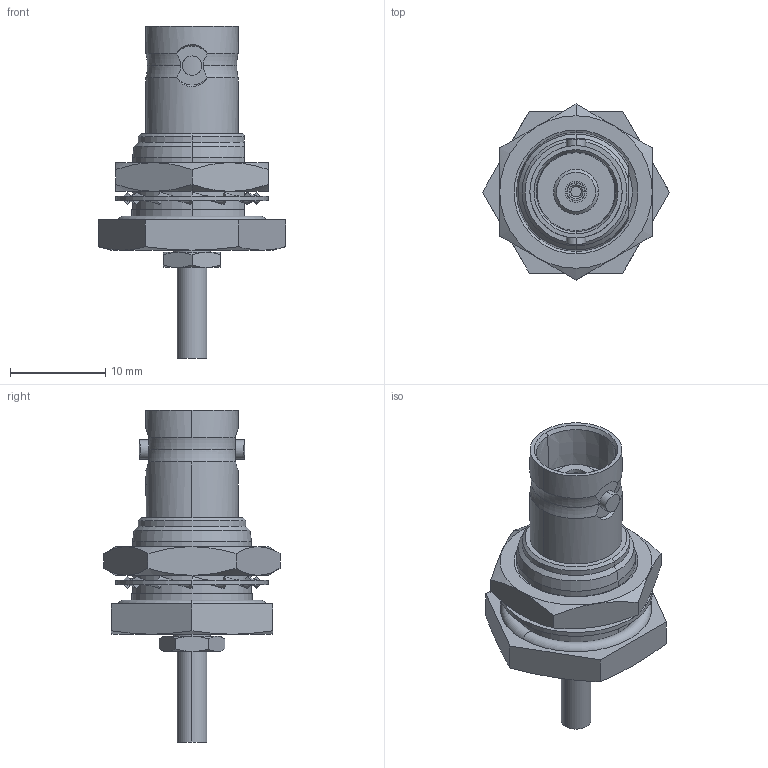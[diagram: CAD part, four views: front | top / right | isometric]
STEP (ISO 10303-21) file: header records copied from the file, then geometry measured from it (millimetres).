
FILE_DESCRIPTION (( 'STEP AP214' ), '1' );
FILE_NAME ('J01001B0059.STEP', '2018-07-12T09:17:58', ( '' ), ( '' ), 'SwSTEP 2.0', 'SolidWorks 2017', '' );
FILE_SCHEMA (( 'AUTOMOTIVE_DESIGN' ));
Length unit declared in the file: millimetre
Products named in the file (1): J01001B0059
Bounding box: 19.63 x 18.48 x 34.85 mm (x, y, z)
Volume: 2858.7 mm3; surface area: 2558.6 mm2
Topology: 3 solids, 3 shells, 275 faces, 684 edges, 435 vertices
Faces by surface type: plane 102, cone 66, cylinder 61, bspline 36, torus 10
Entity records: 11986 total; most frequent: CARTESIAN_POINT 2742, ORIENTED_EDGE 1368, DIRECTION 1171, EDGE_CURVE 684, VERTEX_POINT 435, AXIS2_PLACEMENT_3D 430, LINE 311, VECTOR 311
